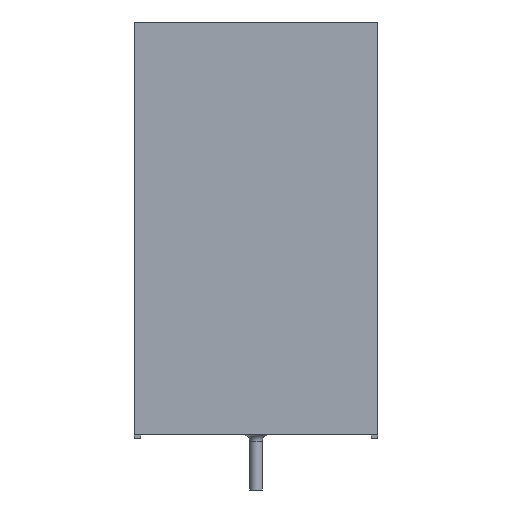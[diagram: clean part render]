
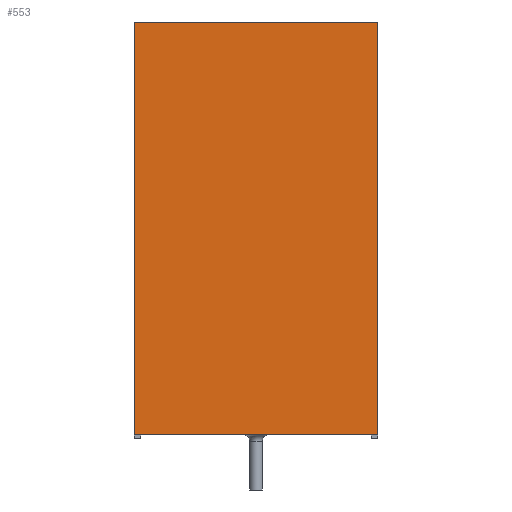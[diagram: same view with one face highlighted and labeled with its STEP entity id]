
A CAD part, left-side view. The second image highlights one B-rep face of the part: STEP entity #553.
In plain terms, the highlighted planar face has unit normal (-1, 0, 0).
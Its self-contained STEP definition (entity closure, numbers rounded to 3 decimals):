
#553 = ADVANCED_FACE( '', ( #1196 ), #1197, .F. );
#1196 = FACE_OUTER_BOUND( '', #1962, .T. );
#1197 = PLANE( '', #1963 );
#1962 = EDGE_LOOP( '', ( #4048, #4049, #4050, #4051 ) );
#1963 = AXIS2_PLACEMENT_3D( '', #4052, #4053, #4054 );
#4048 = ORIENTED_EDGE( '', *, *, #5347, .T. );
#4049 = ORIENTED_EDGE( '', *, *, #5536, .F. );
#4050 = ORIENTED_EDGE( '', *, *, #5049, .F. );
#4051 = ORIENTED_EDGE( '', *, *, #5575, .T. );
#4052 = CARTESIAN_POINT( '', ( -15.5, -9.5, 16.1 ) );
#4053 = DIRECTION( '', ( 1., 0., 0. ) );
#4054 = DIRECTION( '', ( 0., 0., -1. ) );
#5049 = EDGE_CURVE( '', #5930, #5931, #5932, .T. );
#5347 = EDGE_CURVE( '', #6402, #6403, #6404, .T. );
#5536 = EDGE_CURVE( '', #5931, #6403, #6670, .T. );
#5575 = EDGE_CURVE( '', #5930, #6402, #6719, .T. );
#5930 = VERTEX_POINT( '', #7451 );
#5931 = VERTEX_POINT( '', #7452 );
#5932 = LINE( '', #7453, #7454 );
#6402 = VERTEX_POINT( '', #8753 );
#6403 = VERTEX_POINT( '', #8754 );
#6404 = LINE( '', #8755, #8756 );
#6670 = LINE( '', #9458, #9459 );
#6719 = LINE( '', #9622, #9623 );
#7451 = CARTESIAN_POINT( '', ( -15.5, -9.5, 16.1 ) );
#7452 = CARTESIAN_POINT( '', ( -15.5, -9.5, -16.1 ) );
#7453 = CARTESIAN_POINT( '', ( -15.5, -9.5, 16.1 ) );
#7454 = VECTOR( '', #10197, 1000. );
#8753 = CARTESIAN_POINT( '', ( -15.5, 9.5, 16.1 ) );
#8754 = CARTESIAN_POINT( '', ( -15.5, 9.5, -16.1 ) );
#8755 = CARTESIAN_POINT( '', ( -15.5, 9.5, 16.1 ) );
#8756 = VECTOR( '', #10332, 1000. );
#9458 = CARTESIAN_POINT( '', ( -15.5, -9.5, -16.1 ) );
#9459 = VECTOR( '', #10425, 1000. );
#9622 = CARTESIAN_POINT( '', ( -15.5, -9.5, 16.1 ) );
#9623 = VECTOR( '', #10442, 1000. );
#10197 = DIRECTION( '', ( 0., 0., -1. ) );
#10332 = DIRECTION( '', ( 0., 0., -1. ) );
#10425 = DIRECTION( '', ( 0., 1., 0. ) );
#10442 = DIRECTION( '', ( 0., 1., 0. ) );
